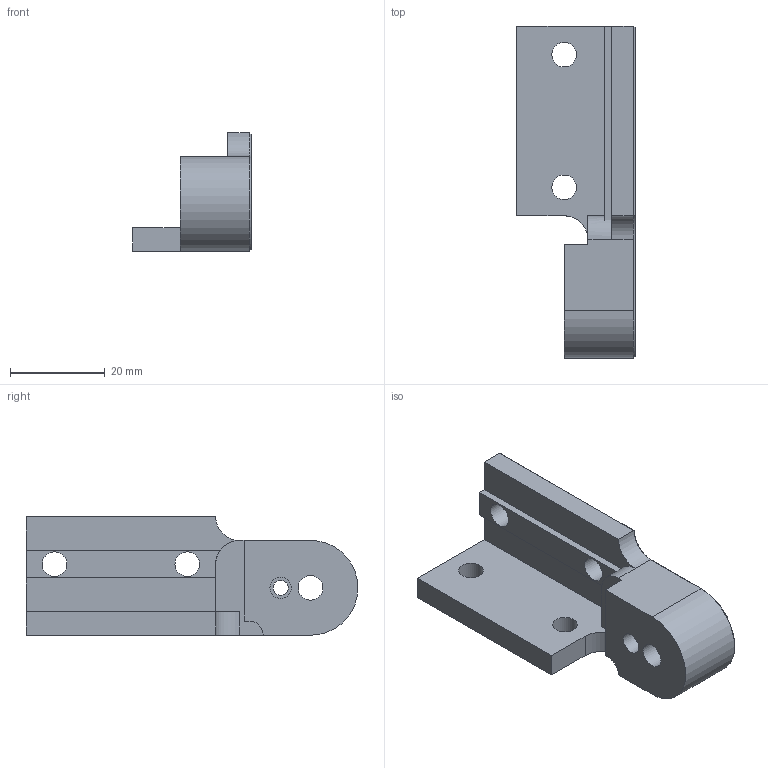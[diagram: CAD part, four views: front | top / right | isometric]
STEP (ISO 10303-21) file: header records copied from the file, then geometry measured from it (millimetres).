
FILE_DESCRIPTION(/* description */ (''),/* implementation_level */ '2;1');
FILE_NAME(/* name */ 'Support Arm Attachment Right Final v2.step',/* time_stamp */ '2022-01-17T08:36:21-06:00',/* author */ (''),/* organization */ (''),/* preprocessor_version */ 'ST-DEVELOPER v18.1',/* originating_system */ 'Autodesk Translation Framework v10.13.0.1454',/* authorisation */ '');
FILE_SCHEMA (('AUTOMOTIVE_DESIGN { 1 0 10303 214 3 1 1 }'));
Length unit declared in the file: millimetre
Products named in the file (1): Support Arm Attachment Right Final
Bounding box: 25 x 70 x 25 mm (x, y, z)
Volume: 15898.1 mm3; surface area: 7289 mm2
Topology: 1 solids, 1 shells, 66 faces, 165 edges, 101 vertices
Faces by surface type: plane 47, cylinder 13, cone 6
Full cylindrical faces by diameter (mm): 3.2 x1, 4.5 x1, 5.2 x5, 8.235 x1
Entity records: 1998 total; most frequent: DIRECTION 345, CARTESIAN_POINT 338, ORIENTED_EDGE 330, EDGE_CURVE 165, LINE 115, VECTOR 115, AXIS2_PLACEMENT_3D 115, VERTEX_POINT 101
